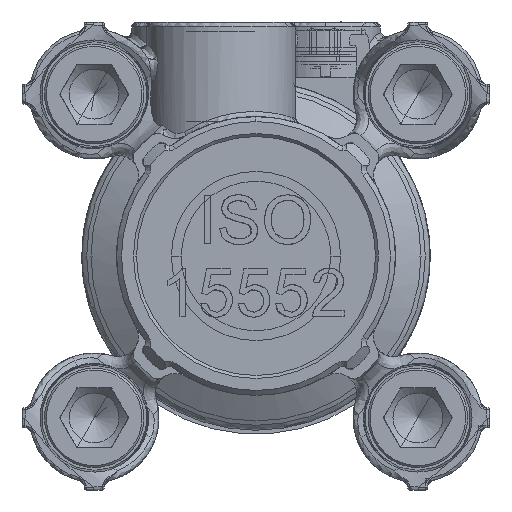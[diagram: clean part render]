
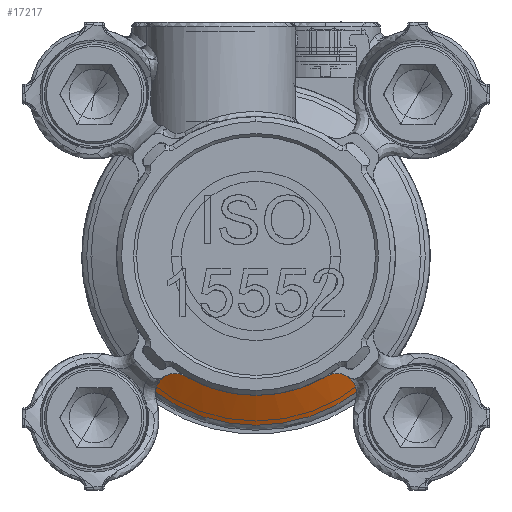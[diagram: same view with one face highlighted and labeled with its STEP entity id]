
A CAD part, front view. The second image highlights one B-rep face of the part: STEP entity #17217.
In plain terms, the highlighted conical face has half-angle 60 degrees and reference radius 17 mm.
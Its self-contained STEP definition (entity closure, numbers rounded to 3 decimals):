
#4922 = EDGE_CURVE ( 'NONE', #6429, #35698, #50205, .T. ) ;
#5083 = CARTESIAN_POINT ( 'NONE',  ( -9.059, 20.238, -12.024 ) ) ;
#5888 = CARTESIAN_POINT ( 'NONE',  ( 7.795, 19.714, -11.807 ) ) ;
#6093 = CARTESIAN_POINT ( 'NONE',  ( -7.998, 19.773, -11.792 ) ) ;
#6429 = VERTEX_POINT ( 'NONE', #39840 ) ;
#7129 = CARTESIAN_POINT ( 'NONE',  ( -9.265, 20.365, -12.143 ) ) ;
#7306 = CARTESIAN_POINT ( 'NONE',  ( 0., 21.361, 0. ) ) ;
#8541 = FACE_OUTER_BOUND ( 'NONE', #63919, .T. ) ;
#9050 = DIRECTION ( 'NONE',  ( 0., 0., 1. ) ) ;
#11546 = VERTEX_POINT ( 'NONE', #40669 ) ;
#12608 = CARTESIAN_POINT ( 'NONE',  ( 7.263, 19.629, -11.97 ) ) ;
#13104 = CARTESIAN_POINT ( 'NONE',  ( 8.827, 20.107, -11.914 ) ) ;
#13847 = AXIS2_PLACEMENT_3D ( 'NONE', #78396, #39353, #9050 ) ;
#14059 = B_SPLINE_CURVE_WITH_KNOTS ( 'NONE', 3,
 ( #68257, #100038, #77471, #29728, #37401, #44644, #46192, #76465, #14829, #99537, #6093, #29214, #83657, #75447, #61069, #28707, #83159, #60564, #22028, #68759, #5083, #45161, #75952, #38432, #7129, #91335, #30751, #84165, #92336, #91837, #69789, #14327, #37916, #45673, #53395 ),
 .UNSPECIFIED., .F., .F.,
 ( 4, 2, 2, 2, 2, 1, 2, 2, 2, 2, 1, 1, 2, 2, 2, 2, 2, 2, 4 ),
 ( 0., 0.062, 0.094, 0.125, 0.187, 0.219, 0.234, 0.25, 0.375, 0.437, 0.469, 0.484, 0.492, 0.5, 0.625, 0.687, 0.719, 0.75, 1. ),
 .UNSPECIFIED. ) ;
#14327 = CARTESIAN_POINT ( 'NONE',  ( -9.795, 20.806, -12.7 ) ) ;
#14425 = VERTEX_POINT ( 'NONE', #49287 ) ;
#14829 = CARTESIAN_POINT ( 'NONE',  ( -7.797, 19.718, -11.814 ) ) ;
#14840 = EDGE_CURVE ( 'NONE', #6429, #87730, #30032, .T. ) ;
#17217 = ADVANCED_FACE ( 'NONE', ( #8541 ), #31898, .T. ) ;
#19321 = AXIS2_PLACEMENT_3D ( 'NONE', #37624, #38131, #61299 ) ;
#21830 = CARTESIAN_POINT ( 'NONE',  ( 9.969, 21.016, -13.025 ) ) ;
#22028 = CARTESIAN_POINT ( 'NONE',  ( -8.932, 20.165, -11.961 ) ) ;
#22951 = DIRECTION ( 'NONE',  ( 0., 1., 0. ) ) ;
#25224 = ORIENTED_EDGE ( 'NONE', *, *, #56195, .T. ) ;
#28707 = CARTESIAN_POINT ( 'NONE',  ( -8.492, 19.947, -11.815 ) ) ;
#29022 = CARTESIAN_POINT ( 'NONE',  ( 7.1, 19.629, -12.066 ) ) ;
#29214 = CARTESIAN_POINT ( 'NONE',  ( -8.066, 19.794, -11.789 ) ) ;
#29728 = CARTESIAN_POINT ( 'NONE',  ( -7.394, 19.647, -11.924 ) ) ;
#30032 = B_SPLINE_CURVE_WITH_KNOTS ( 'NONE', 3,
 ( #34697, #58377, #89647, #21830, #76261, #51673, #82965, #53198, #13104, #36696, #52177, #44453, #5888, #84989, #12608, #29022 ),
 .UNSPECIFIED., .F., .F.,
 ( 4, 2, 2, 2, 2, 2, 2, 4 ),
 ( 0., 0.001, 0.001, 0.002, 0.003, 0.003, 0.004, 0.004 ),
 .UNSPECIFIED. ) ;
#30751 = CARTESIAN_POINT ( 'NONE',  ( -9.566, 20.591, -12.407 ) ) ;
#31898 = CONICAL_SURFACE ( 'NONE', #13847, 17., 1.047 ) ;
#34697 = CARTESIAN_POINT ( 'NONE',  ( 10.11, 21.361, -13.667 ) ) ;
#35698 = VERTEX_POINT ( 'NONE', #81391 ) ;
#36696 = CARTESIAN_POINT ( 'NONE',  ( 8.501, 19.953, -11.821 ) ) ;
#37069 = AXIS2_PLACEMENT_3D ( 'NONE', #7306, #38606, #77153 ) ;
#37401 = CARTESIAN_POINT ( 'NONE',  ( -7.438, 19.652, -11.908 ) ) ;
#37624 = CARTESIAN_POINT ( 'NONE',  ( 0., 19.629, 0. ) ) ;
#37916 = CARTESIAN_POINT ( 'NONE',  ( -9.989, 21.018, -13.013 ) ) ;
#38131 = DIRECTION ( 'NONE',  ( 0., 1., 0. ) ) ;
#38432 = CARTESIAN_POINT ( 'NONE',  ( -9.117, 20.274, -12.057 ) ) ;
#38606 = DIRECTION ( 'NONE',  ( 0., 1., 0. ) ) ;
#39353 = DIRECTION ( 'NONE',  ( 0., 1., 0. ) ) ;
#39840 = CARTESIAN_POINT ( 'NONE',  ( 10.11, 21.361, -13.667 ) ) ;
#40669 = CARTESIAN_POINT ( 'NONE',  ( 0., 19.629, -14. ) ) ;
#43847 = ORIENTED_EDGE ( 'NONE', *, *, #47480, .T. ) ;
#44453 = CARTESIAN_POINT ( 'NONE',  ( 7.977, 19.763, -11.787 ) ) ;
#44644 = CARTESIAN_POINT ( 'NONE',  ( -7.527, 19.665, -11.878 ) ) ;
#45161 = CARTESIAN_POINT ( 'NONE',  ( -9.087, 20.256, -12.04 ) ) ;
#45673 = CARTESIAN_POINT ( 'NONE',  ( -10.091, 21.195, -13.322 ) ) ;
#46192 = CARTESIAN_POINT ( 'NONE',  ( -7.574, 19.673, -11.864 ) ) ;
#47480 = EDGE_CURVE ( 'NONE', #87730, #11546, #93013, .T. ) ;
#49287 = CARTESIAN_POINT ( 'NONE',  ( -7.102, 19.629, -12.065 ) ) ;
#50205 = CIRCLE ( 'NONE', #37069, 17. ) ;
#51610 = AXIS2_PLACEMENT_3D ( 'NONE', #100455, #22951, #69695 ) ;
#51673 = CARTESIAN_POINT ( 'NONE',  ( 9.644, 20.644, -12.463 ) ) ;
#52177 = CARTESIAN_POINT ( 'NONE',  ( 8.332, 19.883, -11.794 ) ) ;
#53198 = CARTESIAN_POINT ( 'NONE',  ( 8.983, 20.192, -11.982 ) ) ;
#53395 = CARTESIAN_POINT ( 'NONE',  ( -10.112, 21.361, -13.665 ) ) ;
#54355 = CARTESIAN_POINT ( 'NONE',  ( 7.1, 19.629, -12.066 ) ) ;
#56195 = EDGE_CURVE ( 'NONE', #11546, #14425, #69629, .T. ) ;
#58377 = CARTESIAN_POINT ( 'NONE',  ( 10.099, 21.279, -13.498 ) ) ;
#60191 = ORIENTED_EDGE ( 'NONE', *, *, #97822, .T. ) ;
#60564 = CARTESIAN_POINT ( 'NONE',  ( -8.814, 20.101, -11.911 ) ) ;
#61069 = CARTESIAN_POINT ( 'NONE',  ( -8.326, 19.88, -11.792 ) ) ;
#61299 = DIRECTION ( 'NONE',  ( 0., 0., 1. ) ) ;
#63919 = EDGE_LOOP ( 'NONE', ( #88548, #43847, #25224, #60191, #82204 ) ) ;
#68257 = CARTESIAN_POINT ( 'NONE',  ( -7.102, 19.629, -12.065 ) ) ;
#68759 = CARTESIAN_POINT ( 'NONE',  ( -8.991, 20.198, -11.988 ) ) ;
#69629 = CIRCLE ( 'NONE', #51610, 14. ) ;
#69695 = DIRECTION ( 'NONE',  ( 0., 0., 1. ) ) ;
#69789 = CARTESIAN_POINT ( 'NONE',  ( -9.771, 20.781, -12.664 ) ) ;
#75447 = CARTESIAN_POINT ( 'NONE',  ( -8.135, 19.816, -11.789 ) ) ;
#75952 = CARTESIAN_POINT ( 'NONE',  ( -9.107, 20.267, -12.051 ) ) ;
#76261 = CARTESIAN_POINT ( 'NONE',  ( 9.899, 20.923, -12.874 ) ) ;
#76465 = CARTESIAN_POINT ( 'NONE',  ( -7.708, 19.698, -11.83 ) ) ;
#77153 = DIRECTION ( 'NONE',  ( 0., 0., 1. ) ) ;
#77471 = CARTESIAN_POINT ( 'NONE',  ( -7.265, 19.634, -11.977 ) ) ;
#78396 = CARTESIAN_POINT ( 'NONE',  ( 0., 21.361, 0. ) ) ;
#81391 = CARTESIAN_POINT ( 'NONE',  ( -10.112, 21.361, -13.665 ) ) ;
#82204 = ORIENTED_EDGE ( 'NONE', *, *, #4922, .F. ) ;
#82965 = CARTESIAN_POINT ( 'NONE',  ( 9.407, 20.454, -12.23 ) ) ;
#83159 = CARTESIAN_POINT ( 'NONE',  ( -8.734, 20.061, -11.883 ) ) ;
#83657 = CARTESIAN_POINT ( 'NONE',  ( -8.111, 19.808, -11.789 ) ) ;
#84165 = CARTESIAN_POINT ( 'NONE',  ( -9.62, 20.638, -12.467 ) ) ;
#84989 = CARTESIAN_POINT ( 'NONE',  ( 7.439, 19.647, -11.899 ) ) ;
#87730 = VERTEX_POINT ( 'NONE', #54355 ) ;
#88548 = ORIENTED_EDGE ( 'NONE', *, *, #14840, .T. ) ;
#89647 = CARTESIAN_POINT ( 'NONE',  ( 10.068, 21.194, -13.336 ) ) ;
#91335 = CARTESIAN_POINT ( 'NONE',  ( -9.392, 20.454, -12.239 ) ) ;
#91837 = CARTESIAN_POINT ( 'NONE',  ( -9.722, 20.733, -12.596 ) ) ;
#92336 = CARTESIAN_POINT ( 'NONE',  ( -9.697, 20.709, -12.563 ) ) ;
#93013 = CIRCLE ( 'NONE', #19321, 14. ) ;
#97822 = EDGE_CURVE ( 'NONE', #14425, #35698, #14059, .T. ) ;
#99537 = CARTESIAN_POINT ( 'NONE',  ( -7.931, 19.754, -11.798 ) ) ;
#100038 = CARTESIAN_POINT ( 'NONE',  ( -7.182, 19.629, -12.018 ) ) ;
#100455 = CARTESIAN_POINT ( 'NONE',  ( 0., 19.629, 0. ) ) ;
